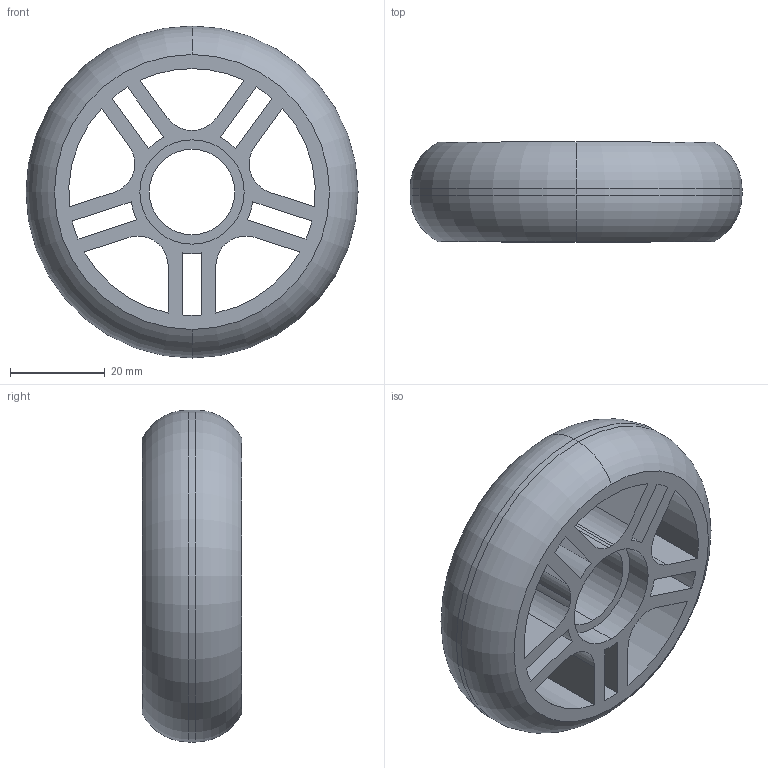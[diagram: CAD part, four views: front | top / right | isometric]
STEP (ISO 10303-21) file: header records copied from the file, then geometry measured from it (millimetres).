
FILE_DESCRIPTION (( 'STEP AP214' ), '1' );
FILE_NAME ('scooter_wheel_70mm.step', '2023-05-17T11:18:27', ( '' ), ( '' ), 'SwSTEP 2.0', 'SolidWorks 2022', '' );
FILE_SCHEMA (( 'AUTOMOTIVE_DESIGN' ));
Length unit declared in the file: millimetre
Products named in the file (1): scooter_wheel_70mm
Bounding box: 70 x 21 x 70 mm (x, y, z)
Volume: 42367.4 mm3; surface area: 18352.5 mm2
Topology: 1 solids, 1 shells, 70 faces, 194 edges, 128 vertices
Faces by surface type: cylinder 42, plane 24, torus 4
Entity records: 2356 total; most frequent: DIRECTION 428, CARTESIAN_POINT 393, ORIENTED_EDGE 388, EDGE_CURVE 194, AXIS2_PLACEMENT_3D 163, VERTEX_POINT 128, LINE 102, VECTOR 102
